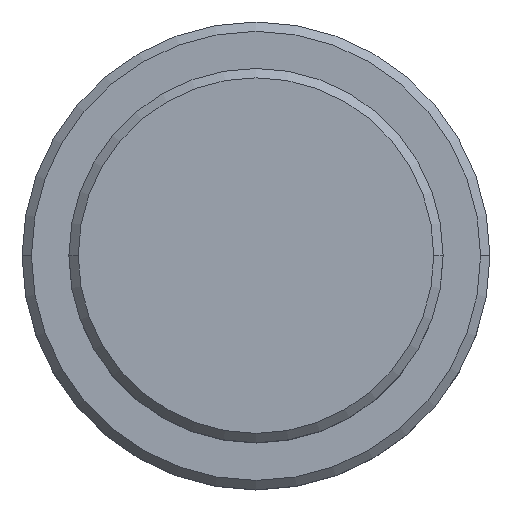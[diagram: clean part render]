
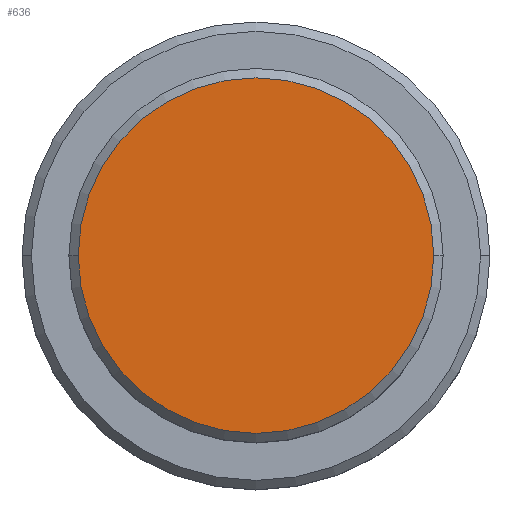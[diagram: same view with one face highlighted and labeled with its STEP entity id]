
A CAD part, top view. The second image highlights one B-rep face of the part: STEP entity #636.
In plain terms, the highlighted planar face has unit normal (0, 0, 1).
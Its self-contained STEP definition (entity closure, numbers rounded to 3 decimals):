
#127 = EDGE_CURVE ( 'NONE', #1327, #625, #148, .T. ) ;
#139 = CARTESIAN_POINT ( 'NONE',  ( 9.5, 0., 0. ) ) ;
#148 = CIRCLE ( 'NONE', #556, 9.5 ) ;
#159 = CARTESIAN_POINT ( 'NONE',  ( 0., 0., 0. ) ) ;
#172 = CARTESIAN_POINT ( 'NONE',  ( -9.5, 0., 0. ) ) ;
#292 = PLANE ( 'NONE',  #1308 ) ;
#380 = DIRECTION ( 'NONE',  ( 0., 0., 1. ) ) ;
#456 = ORIENTED_EDGE ( 'NONE', *, *, #127, .T. ) ;
#511 = AXIS2_PLACEMENT_3D ( 'NONE', #987, #633, #1412 ) ;
#556 = AXIS2_PLACEMENT_3D ( 'NONE', #159, #1361, #596 ) ;
#596 = DIRECTION ( 'NONE',  ( 1., 0., 0. ) ) ;
#625 = VERTEX_POINT ( 'NONE', #172 ) ;
#633 = DIRECTION ( 'NONE',  ( 0., 0., 1. ) ) ;
#636 = ADVANCED_FACE ( 'NONE', ( #840 ), #292, .T. ) ;
#828 = ORIENTED_EDGE ( 'NONE', *, *, #1252, .T. ) ;
#829 = DIRECTION ( 'NONE',  ( 1., 0., 0. ) ) ;
#840 = FACE_OUTER_BOUND ( 'NONE', #923, .T. ) ;
#920 = CIRCLE ( 'NONE', #511, 9.5 ) ;
#923 = EDGE_LOOP ( 'NONE', ( #828, #456 ) ) ;
#987 = CARTESIAN_POINT ( 'NONE',  ( 0., 0., 0. ) ) ;
#1061 = CARTESIAN_POINT ( 'NONE',  ( 0., 0., 0. ) ) ;
#1252 = EDGE_CURVE ( 'NONE', #625, #1327, #920, .T. ) ;
#1308 = AXIS2_PLACEMENT_3D ( 'NONE', #1061, #380, #829 ) ;
#1327 = VERTEX_POINT ( 'NONE', #139 ) ;
#1361 = DIRECTION ( 'NONE',  ( 0., 0., 1. ) ) ;
#1412 = DIRECTION ( 'NONE',  ( 1., 0., 0. ) ) ;
